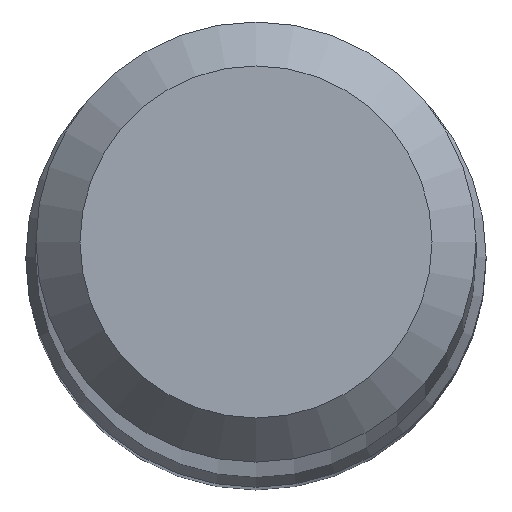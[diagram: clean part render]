
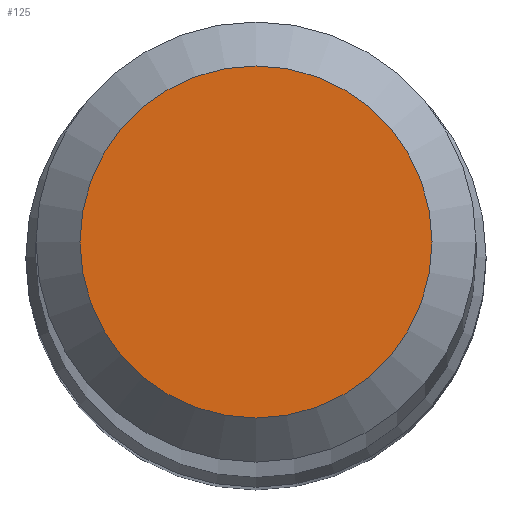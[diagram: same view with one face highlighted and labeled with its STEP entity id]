
A CAD part, top view. The second image highlights one B-rep face of the part: STEP entity #125.
In plain terms, the highlighted planar face has unit normal (0, 0, 1).
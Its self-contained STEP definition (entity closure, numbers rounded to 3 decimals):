
#6 = AXIS2_PLACEMENT_3D ( 'NONE', #199, #31, #182 ) ;
#29 = AXIS2_PLACEMENT_3D ( 'NONE', #74, #146, #166 ) ;
#31 = DIRECTION ( 'NONE',  ( 0., 0., 1. ) ) ;
#42 = EDGE_CURVE ( 'NONE', #119, #119, #175, .T. ) ;
#74 = CARTESIAN_POINT ( 'NONE',  ( 0., 0., 70. ) ) ;
#77 = EDGE_LOOP ( 'NONE', ( #133 ) ) ;
#119 = VERTEX_POINT ( 'NONE', #225 ) ;
#125 = ADVANCED_FACE ( 'NONE', ( #148 ), #128, .T. ) ;
#128 = PLANE ( 'NONE',  #6 ) ;
#133 = ORIENTED_EDGE ( 'NONE', *, *, #42, .F. ) ;
#146 = DIRECTION ( 'NONE',  ( 0., 0., -1. ) ) ;
#148 = FACE_OUTER_BOUND ( 'NONE', #77, .T. ) ;
#166 = DIRECTION ( 'NONE',  ( 0., 1., 0. ) ) ;
#175 = CIRCLE ( 'NONE', #29, 1.2 ) ;
#182 = DIRECTION ( 'NONE',  ( 0., -1., 0. ) ) ;
#199 = CARTESIAN_POINT ( 'NONE',  ( 0., 0., 70. ) ) ;
#225 = CARTESIAN_POINT ( 'NONE',  ( 0., 1.2, 70. ) ) ;
